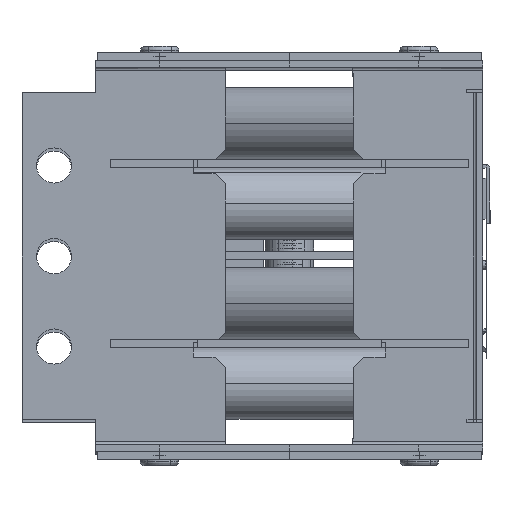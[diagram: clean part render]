
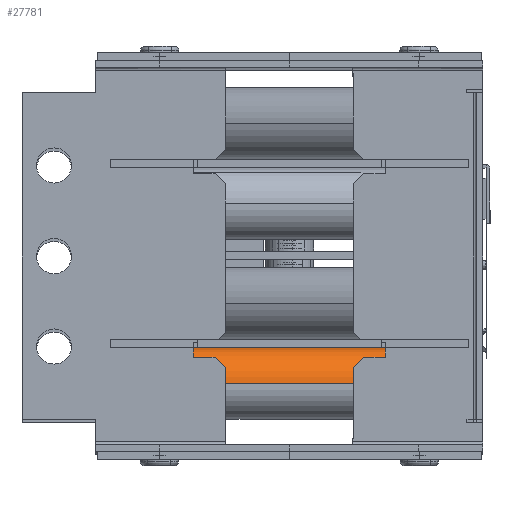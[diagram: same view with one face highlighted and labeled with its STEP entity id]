
A CAD part, left-side view. The second image highlights one B-rep face of the part: STEP entity #27781.
In plain terms, the highlighted cylindrical face has radius 3.556 mm (diameter 7.112 mm), a partial arc.
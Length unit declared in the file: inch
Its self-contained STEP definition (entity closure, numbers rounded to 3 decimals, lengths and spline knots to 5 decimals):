
#1528 = VECTOR ( 'NONE', #30610, 39.37008 ) ;
#7027 = CARTESIAN_POINT ( 'NONE',  ( 0.98714, 1.869, -0.37264 ) ) ;
#9414 = CARTESIAN_POINT ( 'NONE',  ( 0.6001, 2.87726, -0.37264 ) ) ;
#11568 = EDGE_CURVE ( 'NONE', #54279, #30098, #60040, .T. ) ;
#11903 = DIRECTION ( 'NONE',  ( 0.934, 0.358, 0.003 ) ) ;
#12313 = CARTESIAN_POINT ( 'NONE',  ( 0.85644, 1.81883, -0.37302 ) ) ;
#14273 = DIRECTION ( 'NONE',  ( 0.934, 0.358, 0.003 ) ) ;
#23392 = CARTESIAN_POINT ( 'NONE',  ( 1.11784, 1.91917, -0.37227 ) ) ;
#23592 = ORIENTED_EDGE ( 'NONE', *, *, #47647, .T. ) ;
#25917 = VERTEX_POINT ( 'NONE', #23392 ) ;
#27171 = LINE ( 'NONE', #59352, #1528 ) ;
#27372 = DIRECTION ( 'NONE',  ( 0.934, 0.358, 0.003 ) ) ;
#27781 = ADVANCED_FACE ( 'NONE', ( #39966 ), #59527, .T. ) ;
#28761 = CARTESIAN_POINT ( 'NONE',  ( 0.85644, 1.81883, -0.37302 ) ) ;
#29249 = EDGE_LOOP ( 'NONE', ( #43961, #42521, #47969, #23592 ) ) ;
#30098 = VERTEX_POINT ( 'NONE', #43390 ) ;
#30319 = EDGE_CURVE ( 'NONE', #25917, #36396, #27171, .T. ) ;
#30610 = DIRECTION ( 'NONE',  ( -0.358, 0.934, 0. ) ) ;
#31680 = CIRCLE ( 'NONE', #48249, 0.14 ) ;
#33024 = VECTOR ( 'NONE', #60231, 39.37008 ) ;
#33066 = DIRECTION ( 'NONE',  ( -0.358, 0.934, 0. ) ) ;
#35762 = CARTESIAN_POINT ( 'NONE',  ( 0.73081, 2.92744, -0.37227 ) ) ;
#36396 = VERTEX_POINT ( 'NONE', #35762 ) ;
#39966 = FACE_OUTER_BOUND ( 'NONE', #29249, .T. ) ;
#40659 = DIRECTION ( 'NONE',  ( -0.358, 0.934, 0. ) ) ;
#42521 = ORIENTED_EDGE ( 'NONE', *, *, #52360, .T. ) ;
#43011 = DIRECTION ( 'NONE',  ( 0.358, -0.934, 0. ) ) ;
#43390 = CARTESIAN_POINT ( 'NONE',  ( 0.4694, 2.82709, -0.37302 ) ) ;
#43961 = ORIENTED_EDGE ( 'NONE', *, *, #11568, .F. ) ;
#47647 = EDGE_CURVE ( 'NONE', #36396, #30098, #31680, .T. ) ;
#47969 = ORIENTED_EDGE ( 'NONE', *, *, #30319, .T. ) ;
#48249 = AXIS2_PLACEMENT_3D ( 'NONE', #9414, #43011, #14273 ) ;
#52360 = EDGE_CURVE ( 'NONE', #54279, #25917, #55118, .T. ) ;
#52480 = AXIS2_PLACEMENT_3D ( 'NONE', #7027, #40659, #11903 ) ;
#54279 = VERTEX_POINT ( 'NONE', #28761 ) ;
#54704 = AXIS2_PLACEMENT_3D ( 'NONE', #61809, #33066, #27372 ) ;
#55118 = CIRCLE ( 'NONE', #52480, 0.14 ) ;
#59352 = CARTESIAN_POINT ( 'NONE',  ( 1.11784, 1.91917, -0.37227 ) ) ;
#59527 = CYLINDRICAL_SURFACE ( 'NONE', #54704, 0.14 ) ;
#60040 = LINE ( 'NONE', #12313, #33024 ) ;
#60231 = DIRECTION ( 'NONE',  ( -0.358, 0.934, 0. ) ) ;
#61809 = CARTESIAN_POINT ( 'NONE',  ( 0.98714, 1.869, -0.37264 ) ) ;
